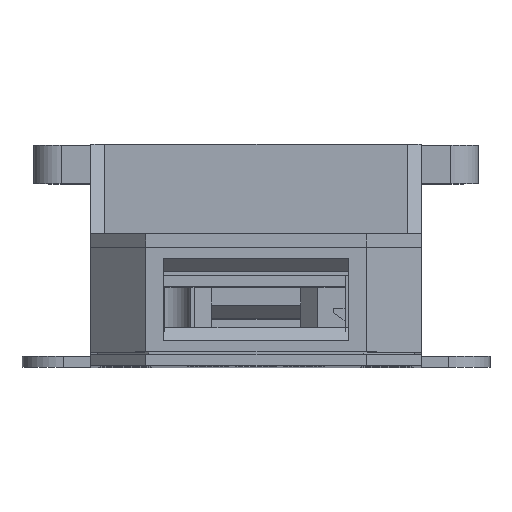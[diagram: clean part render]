
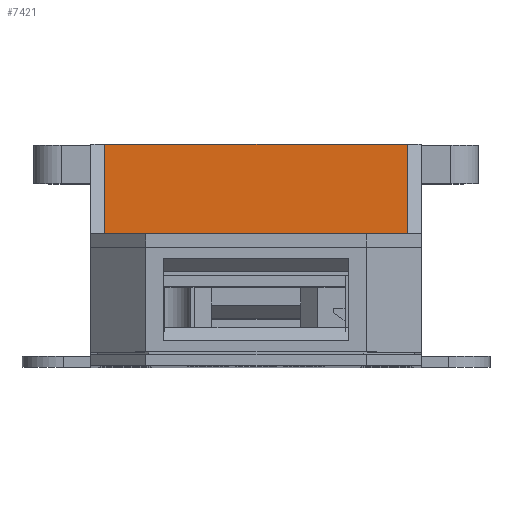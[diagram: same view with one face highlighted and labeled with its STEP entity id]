
A CAD part, top view. The second image highlights one B-rep face of the part: STEP entity #7421.
In plain terms, the highlighted planar face has unit normal (0, 0, 1).
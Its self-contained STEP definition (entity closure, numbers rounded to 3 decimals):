
#402=PLANE('',#8024);
#710=FACE_OUTER_BOUND('',#1189,.T.);
#1189=EDGE_LOOP('',(#6626,#6627,#6628,#6629));
#1876=LINE('',#11731,#2640);
#1879=LINE('',#11738,#2643);
#1883=LINE('',#11744,#2647);
#1986=LINE('',#12088,#2750);
#2640=VECTOR('',#9554,10.);
#2643=VECTOR('',#9559,10.);
#2647=VECTOR('',#9565,10.);
#2750=VECTOR('',#9902,10.);
#3628=VERTEX_POINT('',#11729);
#3629=VERTEX_POINT('',#11730);
#3631=VERTEX_POINT('',#11736);
#3632=VERTEX_POINT('',#11737);
#4569=EDGE_CURVE('',#3628,#3629,#1876,.T.);
#4572=EDGE_CURVE('',#3631,#3632,#1879,.T.);
#4576=EDGE_CURVE('',#3628,#3632,#1883,.T.);
#4755=EDGE_CURVE('',#3629,#3631,#1986,.T.);
#6626=ORIENTED_EDGE('',*,*,#4572,.T.);
#6627=ORIENTED_EDGE('',*,*,#4576,.F.);
#6628=ORIENTED_EDGE('',*,*,#4569,.T.);
#6629=ORIENTED_EDGE('',*,*,#4755,.T.);
#7421=ADVANCED_FACE('',(#710),#402,.T.);
#8024=AXIS2_PLACEMENT_3D('',#12087,#9900,#9901);
#9554=DIRECTION('',(0.,1.,0.));
#9559=DIRECTION('',(0.,-1.,0.));
#9565=DIRECTION('',(-1.,0.,0.));
#9900=DIRECTION('center_axis',(0.,0.,
1.));
#9901=DIRECTION('ref_axis',(0.,1.,0.));
#9902=DIRECTION('',(-1.,0.,0.));
#11729=CARTESIAN_POINT('',(12.75,2.75,23.076));
#11730=CARTESIAN_POINT('',(12.75,9.25,23.076));
#11731=CARTESIAN_POINT('',(12.75,4.375,23.076));
#11736=CARTESIAN_POINT('',(-9.25,9.25,23.076));
#11737=CARTESIAN_POINT('',(-9.25,2.75,23.076));
#11738=CARTESIAN_POINT('',(-9.25,4.375,23.076));
#11744=CARTESIAN_POINT('',(13.75,2.75,23.076));
#12087=CARTESIAN_POINT('Origin',(13.75,2.75,23.076));
#12088=CARTESIAN_POINT('',(13.75,9.25,23.076));
